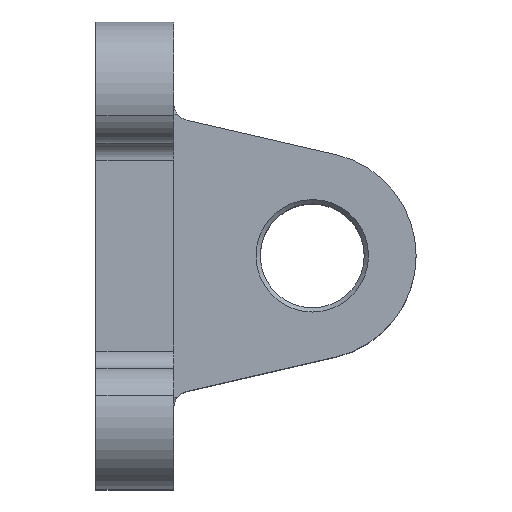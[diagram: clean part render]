
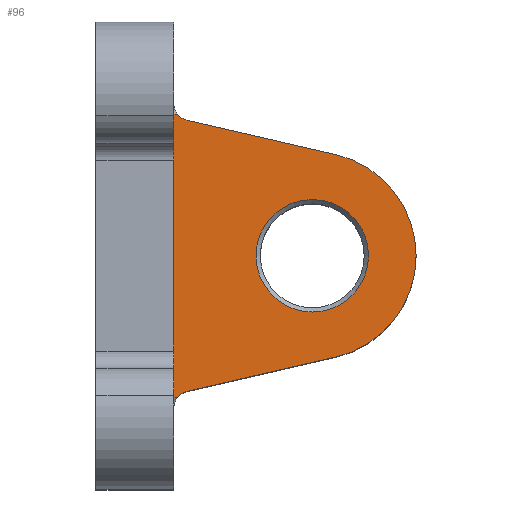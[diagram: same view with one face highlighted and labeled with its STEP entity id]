
A CAD part, top view. The second image highlights one B-rep face of the part: STEP entity #96.
In plain terms, the highlighted planar face has unit normal (0, 0, 1).
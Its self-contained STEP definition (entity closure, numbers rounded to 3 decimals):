
#96 = ADVANCED_FACE( '', ( #186, #187 ), #188, .T. );
#186 = FACE_OUTER_BOUND( '', #332, .T. );
#187 = FACE_BOUND( '', #333, .T. );
#188 = PLANE( '', #334 );
#332 = EDGE_LOOP( '', ( #580, #581, #582, #583, #584, #585, #586, #587 ) );
#333 = EDGE_LOOP( '', ( #588 ) );
#334 = AXIS2_PLACEMENT_3D( '', #589, #590, #591 );
#580 = ORIENTED_EDGE( '', *, *, #851, .F. );
#581 = ORIENTED_EDGE( '', *, *, #854, .T. );
#582 = ORIENTED_EDGE( '', *, *, #848, .T. );
#583 = ORIENTED_EDGE( '', *, *, #871, .T. );
#584 = ORIENTED_EDGE( '', *, *, #867, .F. );
#585 = ORIENTED_EDGE( '', *, *, #870, .T. );
#586 = ORIENTED_EDGE( '', *, *, #876, .T. );
#587 = ORIENTED_EDGE( '', *, *, #874, .T. );
#588 = ORIENTED_EDGE( '', *, *, #877, .F. );
#589 = CARTESIAN_POINT( '', ( 11., -17.6, 13.9 ) );
#590 = DIRECTION( '', ( 0., 0., 1. ) );
#591 = DIRECTION( '', ( 1., 0., 0. ) );
#848 = EDGE_CURVE( '', #991, #989, #992, .T. );
#851 = EDGE_CURVE( '', #994, #996, #997, .T. );
#854 = EDGE_CURVE( '', #994, #991, #1000, .T. );
#867 = EDGE_CURVE( '', #1021, #1023, #1024, .T. );
#870 = EDGE_CURVE( '', #1021, #1026, #1028, .T. );
#871 = EDGE_CURVE( '', #989, #1023, #1029, .F. );
#874 = EDGE_CURVE( '', #1033, #996, #1034, .T. );
#876 = EDGE_CURVE( '', #1026, #1033, #1036, .T. );
#877 = EDGE_CURVE( '', #1037, #1037, #1038, .T. );
#989 = VERTEX_POINT( '', #1198 );
#991 = VERTEX_POINT( '', #1200 );
#992 = LINE( '', #1201, #1202 );
#994 = VERTEX_POINT( '', #1204 );
#996 = VERTEX_POINT( '', #1211 );
#997 = CIRCLE( '', #1212, 2. );
#1000 = LINE( '', #1216, #1217 );
#1021 = VERTEX_POINT( '', #1247 );
#1023 = VERTEX_POINT( '', #1250 );
#1024 = CIRCLE( '', #1251, 2. );
#1026 = VERTEX_POINT( '', #1258 );
#1028 = LINE( '', #1261, #1262 );
#1029 = LINE( '', #1263, #1264 );
#1033 = VERTEX_POINT( '', #1268 );
#1034 = LINE( '', #1269, #1270 );
#1036 = CIRCLE( '', #1273, 12. );
#1037 = VERTEX_POINT( '', #1274 );
#1038 = CIRCLE( '', #1275, 6.5 );
#1198 = CARTESIAN_POINT( '', ( 9., -16.344, 13.9 ) );
#1200 = CARTESIAN_POINT( '', ( 9., 16.344, 13.9 ) );
#1201 = CARTESIAN_POINT( '', ( 9., 19., 13.9 ) );
#1202 = VECTOR( '', #1443, 1000. );
#1204 = CARTESIAN_POINT( '', ( 9.444, 16.344, 13.9 ) );
#1211 = CARTESIAN_POINT( '', ( 10.55, 15.652, 13.9 ) );
#1212 = AXIS2_PLACEMENT_3D( '', #1447, #1448, #1449 );
#1216 = CARTESIAN_POINT( '', ( 0., 16.344, 13.9 ) );
#1217 = VECTOR( '', #1454, 1000. );
#1247 = CARTESIAN_POINT( '', ( 10.55, -15.652, 13.9 ) );
#1250 = CARTESIAN_POINT( '', ( 9.444, -16.344, 13.9 ) );
#1251 = AXIS2_PLACEMENT_3D( '', #1486, #1487, #1488 );
#1258 = CARTESIAN_POINT( '', ( 27.699, -11.692, 13.9 ) );
#1261 = CARTESIAN_POINT( '', ( 10.55, -15.652, 13.9 ) );
#1262 = VECTOR( '', #1490, 1000. );
#1263 = CARTESIAN_POINT( '', ( 0., -16.344, 13.9 ) );
#1264 = VECTOR( '', #1491, 1000. );
#1268 = CARTESIAN_POINT( '', ( 27.699, 11.692, 13.9 ) );
#1269 = CARTESIAN_POINT( '', ( 27.699, 11.692, 13.9 ) );
#1270 = VECTOR( '', #1498, 1000. );
#1273 = AXIS2_PLACEMENT_3D( '', #1500, #1501, #1502 );
#1274 = CARTESIAN_POINT( '', ( 31.5, 0., 13.9 ) );
#1275 = AXIS2_PLACEMENT_3D( '', #1503, #1504, #1505 );
#1443 = DIRECTION( '', ( 0., -1., 0. ) );
#1447 = CARTESIAN_POINT( '', ( 11., 17.6, 13.9 ) );
#1448 = DIRECTION( '', ( 0., 0., 1. ) );
#1449 = DIRECTION( '', ( 1., 0., 0. ) );
#1454 = DIRECTION( '', ( -1., 0., 0. ) );
#1486 = CARTESIAN_POINT( '', ( 11., -17.6, 13.9 ) );
#1487 = DIRECTION( '', ( 0., 0., 1. ) );
#1488 = DIRECTION( '', ( 1., 0., 0. ) );
#1490 = DIRECTION( '', ( 0.974, 0.225, 0. ) );
#1491 = DIRECTION( '', ( -1., 0., 0. ) );
#1498 = DIRECTION( '', ( -0.974, 0.225, 0. ) );
#1500 = CARTESIAN_POINT( '', ( 25., 0., 13.9 ) );
#1501 = DIRECTION( '', ( 0., 0., 1. ) );
#1502 = DIRECTION( '', ( 1., 0., 0. ) );
#1503 = CARTESIAN_POINT( '', ( 25., 0., 13.9 ) );
#1504 = DIRECTION( '', ( 0., 0., 1. ) );
#1505 = DIRECTION( '', ( 1., 0., 0. ) );
